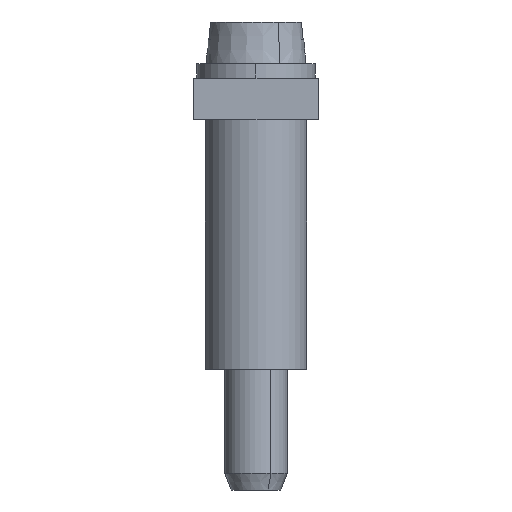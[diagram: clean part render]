
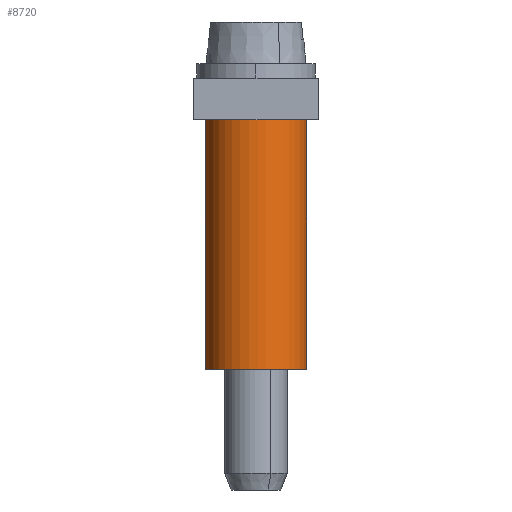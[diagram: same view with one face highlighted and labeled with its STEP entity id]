
A CAD part, left-side view. The second image highlights one B-rep face of the part: STEP entity #8720.
In plain terms, the highlighted cylindrical face has radius 2.45 mm (diameter 4.9 mm), a partial arc.
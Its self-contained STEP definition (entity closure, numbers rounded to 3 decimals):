
#8579=AXIS2_PLACEMENT_3D('Circle Axis2P3D',#8577,#8578,$) ;
#8700=AXIS2_PLACEMENT_3D('Cylinder Axis2P3D',#8697,#8698,#8699) ;
#8711=AXIS2_PLACEMENT_3D('Circle Axis2P3D',#8709,#8710,$) ;
#8539=CARTESIAN_POINT('Vertex',(3.5,0.55,17.8)) ;
#8574=CARTESIAN_POINT('Vertex',(3.352,5.445,17.8)) ;
#8577=CARTESIAN_POINT('Axis2P3D Location',(3.5,3.,17.8)) ;
#8682=CARTESIAN_POINT('Vertex',(3.5,0.55,5.8)) ;
#8685=CARTESIAN_POINT('Line Origine',(3.5,0.55,11.8)) ;
#8697=CARTESIAN_POINT('Axis2P3D Location',(3.5,3.,11.8)) ;
#8702=CARTESIAN_POINT('Line Origine',(3.352,5.445,11.8)) ;
#8706=CARTESIAN_POINT('Vertex',(3.352,5.445,5.8)) ;
#8709=CARTESIAN_POINT('Axis2P3D Location',(3.5,3.,5.8)) ;
#8578=DIRECTION('Axis2P3D Direction',(0.,0.,-1.)) ;
#8686=DIRECTION('Vector Direction',(0.,0.,-1.)) ;
#8698=DIRECTION('Axis2P3D Direction',(0.,0.,-1.)) ;
#8699=DIRECTION('Axis2P3D XDirection',(1.,0.03,0.)) ;
#8703=DIRECTION('Vector Direction',(0.,0.,-1.)) ;
#8710=DIRECTION('Axis2P3D Direction',(0.,0.,-1.)) ;
#8687=VECTOR('Line Direction',#8686,1.) ;
#8704=VECTOR('Line Direction',#8703,1.) ;
#8715=ORIENTED_EDGE('',*,*,#8689,.T.) ;
#8716=ORIENTED_EDGE('',*,*,#8581,.T.) ;
#8717=ORIENTED_EDGE('',*,*,#8708,.F.) ;
#8718=ORIENTED_EDGE('',*,*,#8713,.F.) ;
#8720=ADVANCED_FACE('VH 12-4.9-3.3 SAK6N.10\\Body.2',(#8719),#8701,.T.) ;
#8580=CIRCLE('generated circle',#8579,2.45) ;
#8712=CIRCLE('generated circle',#8711,2.45) ;
#8701=CYLINDRICAL_SURFACE('generated cylinder',#8700,2.45) ;
#8581=EDGE_CURVE('',#8540,#8575,#8580,.T.) ;
#8689=EDGE_CURVE('',#8683,#8540,#8688,.F.) ;
#8708=EDGE_CURVE('',#8707,#8575,#8705,.F.) ;
#8713=EDGE_CURVE('',#8683,#8707,#8712,.T.) ;
#8714=EDGE_LOOP('',(#8715,#8716,#8717,#8718)) ;
#8719=FACE_OUTER_BOUND('',#8714,.T.) ;
#8688=LINE('Line',#8685,#8687) ;
#8705=LINE('Line',#8702,#8704) ;
#8540=VERTEX_POINT('',#8539) ;
#8575=VERTEX_POINT('',#8574) ;
#8683=VERTEX_POINT('',#8682) ;
#8707=VERTEX_POINT('',#8706) ;
